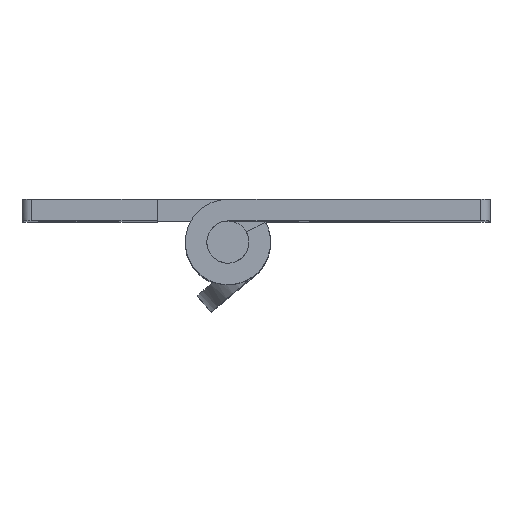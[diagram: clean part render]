
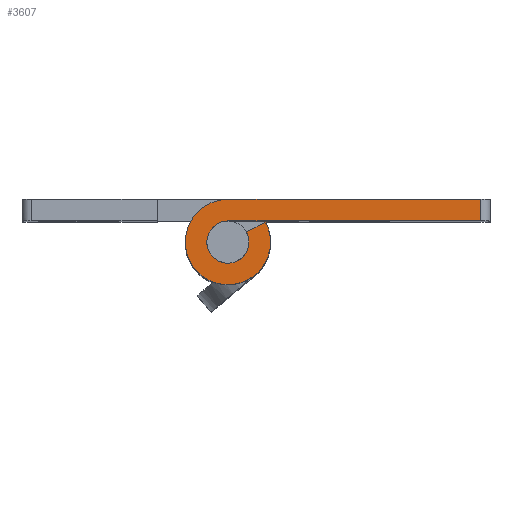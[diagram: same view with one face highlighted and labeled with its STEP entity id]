
A CAD part, top view. The second image highlights one B-rep face of the part: STEP entity #3607.
In plain terms, the highlighted free-form (B-spline) face has degree [1, 1] with [2, 2] control points.
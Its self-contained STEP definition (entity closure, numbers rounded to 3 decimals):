
#3261=CARTESIAN_POINT('',(27.,4.55,77.));
#3262=VERTEX_POINT('',#3261);
#3278=CARTESIAN_POINT('',(27.,2.25,77.));
#3279=VERTEX_POINT('',#3278);
#3280=CARTESIAN_POINT('',(27.,2.25,77.));
#3281=CARTESIAN_POINT('',(27.,4.55,77.));
#3282=QUASI_UNIFORM_CURVE('',1,(#3280,#3281),.UNSPECIFIED.,.F.,.U.);
#3283=EDGE_CURVE('',#3279,#3262,#3282,.T.);
#3538=CARTESIAN_POINT('',(-6.126,-5.004,77.));
#3539=CARTESIAN_POINT('',(28.576,-5.004,77.));
#3540=CARTESIAN_POINT('',(-6.126,5.005,77.));
#3541=CARTESIAN_POINT('',(28.576,5.005,77.));
#3542=B_SPLINE_SURFACE_WITH_KNOTS('',1,1,((#3538,#3540),(#3539,#3541)),.UNSPECIFIED.,.F.,.F.,.U.,(2,2),(2,2),(0.0,34.702),(0.0,10.008),.UNSPECIFIED.);
#3543=CARTESIAN_POINT('',(0.0,2.25,77.));
#3544=VERTEX_POINT('',#3543);
#3545=CARTESIAN_POINT('',(27.,2.25,77.));
#3546=CARTESIAN_POINT('',(0.0,2.25,77.));
#3547=QUASI_UNIFORM_CURVE('',1,(#3545,#3546),.UNSPECIFIED.,.F.,.U.);
#3548=EDGE_CURVE('',#3279,#3544,#3547,.T.);
#3549=ORIENTED_EDGE('',*,*,#3548,.F.);
#3550=ORIENTED_EDGE('',*,*,#3283,.T.);
#3551=CARTESIAN_POINT('',(0.0,4.55,77.));
#3552=VERTEX_POINT('',#3551);
#3553=CARTESIAN_POINT('',(0.0,4.55,77.));
#3554=CARTESIAN_POINT('',(27.,4.55,77.));
#3555=QUASI_UNIFORM_CURVE('',1,(#3553,#3554),.UNSPECIFIED.,.F.,.U.);
#3556=EDGE_CURVE('',#3552,#3262,#3555,.T.);
#3557=ORIENTED_EDGE('',*,*,#3556,.F.);
#3558=CARTESIAN_POINT('',(4.01,2.15,77.));
#3559=VERTEX_POINT('',#3558);
#3560=CARTESIAN_POINT('',(4.01,2.15,77.));
#3561=CARTESIAN_POINT('',(5.646,-0.902,77.));
#3562=CARTESIAN_POINT('',(3.141,-3.292,77.));
#3563=CARTESIAN_POINT('',(0.635,-5.683,77.));
#3564=CARTESIAN_POINT('',(-2.337,-3.904,77.));
#3565=CARTESIAN_POINT('',(-5.308,-2.126,77.));
#3566=CARTESIAN_POINT('',(-4.386,1.212,77.));
#3567=CARTESIAN_POINT('',(-3.463,4.55,77.));
#3568=CARTESIAN_POINT('',(0.0,4.55,77.));
#3576=(BOUNDED_CURVE()B_SPLINE_CURVE(2,(#3560,#3561,#3562,#3563,#3564,#3565,#3566,#3567,#3568),.UNSPECIFIED.,.F.,.U.)B_SPLINE_CURVE_WITH_KNOTS((3,2,2,2,3),(0.0,0.25,0.5,0.75,1.0),.UNSPECIFIED.)CURVE()GEOMETRIC_REPRESENTATION_ITEM()RATIONAL_B_SPLINE_CURVE((1.0,0.796,1.0,0.796,1.0,0.796,1.0,0.796,1.0))REPRESENTATION_ITEM(''));
#3577=EDGE_CURVE('',#3559,#3552,#3576,.T.);
#3578=ORIENTED_EDGE('',*,*,#3577,.F.);
#3579=CARTESIAN_POINT('',(1.983,1.063,77.));
#3580=VERTEX_POINT('',#3579);
#3581=CARTESIAN_POINT('',(1.983,1.063,77.));
#3582=CARTESIAN_POINT('',(4.01,2.15,77.));
#3583=QUASI_UNIFORM_CURVE('',1,(#3581,#3582),.UNSPECIFIED.,.F.,.U.);
#3584=EDGE_CURVE('',#3580,#3559,#3583,.T.);
#3585=ORIENTED_EDGE('',*,*,#3584,.F.);
#3586=CARTESIAN_POINT('',(1.983,1.063,77.));
#3587=CARTESIAN_POINT('',(2.792,-0.446,77.));
#3588=CARTESIAN_POINT('',(1.553,-1.628,77.));
#3589=CARTESIAN_POINT('',(0.314,-2.81,77.));
#3590=CARTESIAN_POINT('',(-1.155,-1.931,77.));
#3591=CARTESIAN_POINT('',(-2.625,-1.051,77.));
#3592=CARTESIAN_POINT('',(-2.169,0.599,77.));
#3593=CARTESIAN_POINT('',(-1.712,2.25,77.));
#3594=CARTESIAN_POINT('',(0.0,2.25,77.));
#3602=(BOUNDED_CURVE()B_SPLINE_CURVE(2,(#3586,#3587,#3588,#3589,#3590,#3591,#3592,#3593,#3594),.UNSPECIFIED.,.F.,.U.)B_SPLINE_CURVE_WITH_KNOTS((3,2,2,2,3),(0.0,0.25,0.5,0.75,1.0),.UNSPECIFIED.)CURVE()GEOMETRIC_REPRESENTATION_ITEM()RATIONAL_B_SPLINE_CURVE((1.0,0.796,1.0,0.796,1.0,0.796,1.0,0.796,1.0))REPRESENTATION_ITEM(''));
#3603=EDGE_CURVE('',#3580,#3544,#3602,.T.);
#3604=ORIENTED_EDGE('',*,*,#3603,.T.);
#3605=EDGE_LOOP('',(#3549,#3550,#3557,#3578,#3585,#3604));
#3606=FACE_OUTER_BOUND('',#3605,.T.);
#3607=ADVANCED_FACE('',(#3606),#3542,.T.);
